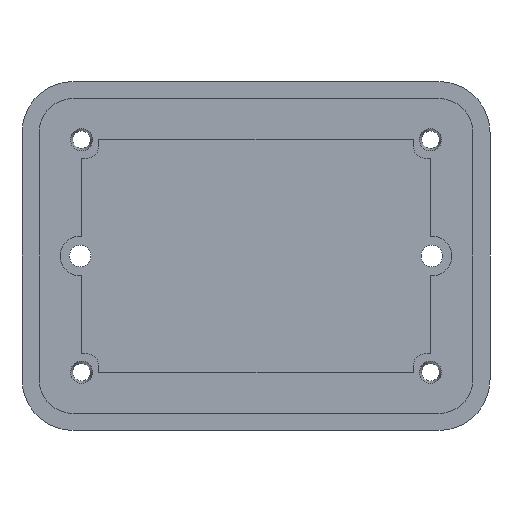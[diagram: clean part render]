
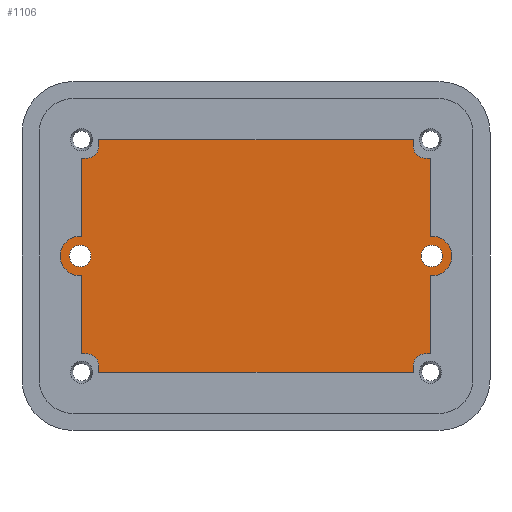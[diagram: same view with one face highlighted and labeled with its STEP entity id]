
A CAD part, front view. The second image highlights one B-rep face of the part: STEP entity #1106.
In plain terms, the highlighted planar face has unit normal (0, -1, 0).
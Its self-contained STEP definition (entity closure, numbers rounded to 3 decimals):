
#44=FACE_BOUND('',#186,.T.);
#45=FACE_BOUND('',#187,.T.);
#81=CIRCLE('',#1197,3.5);
#82=CIRCLE('',#1199,1.9);
#84=CIRCLE('',#1202,3.5);
#85=CIRCLE('',#1204,1.9);
#87=CIRCLE('',#1209,2.);
#88=CIRCLE('',#1210,2.);
#89=CIRCLE('',#1211,2.);
#90=CIRCLE('',#1212,2.);
#124=FACE_OUTER_BOUND('',#185,.T.);
#185=EDGE_LOOP('',(#857,#858,#859,#860,#861,#862,#863,#864,#865,#866,#867,
#868,#869,#870,#871,#872,#873,#874,#875,#876));
#186=EDGE_LOOP('',(#877));
#187=EDGE_LOOP('',(#878));
#288=LINE('',#1762,#402);
#289=LINE('',#1765,#403);
#291=LINE('',#1769,#405);
#292=LINE('',#1773,#406);
#293=LINE('',#1775,#407);
#294=LINE('',#1777,#408);
#295=LINE('',#1781,#409);
#296=LINE('',#1782,#410);
#297=LINE('',#1784,#411);
#298=LINE('',#1786,#412);
#299=LINE('',#1790,#413);
#300=LINE('',#1792,#414);
#301=LINE('',#1794,#415);
#302=LINE('',#1797,#416);
#402=VECTOR('',#1422,10.);
#403=VECTOR('',#1425,10.);
#405=VECTOR('',#1429,10.);
#406=VECTOR('',#1432,10.);
#407=VECTOR('',#1433,10.);
#408=VECTOR('',#1434,10.);
#409=VECTOR('',#1437,10.);
#410=VECTOR('',#1438,10.);
#411=VECTOR('',#1439,10.);
#412=VECTOR('',#1440,10.);
#413=VECTOR('',#1443,10.);
#414=VECTOR('',#1444,10.);
#415=VECTOR('',#1445,10.);
#416=VECTOR('',#1448,10.);
#519=VERTEX_POINT('',#1736);
#520=VERTEX_POINT('',#1738);
#521=VERTEX_POINT('',#1742);
#523=VERTEX_POINT('',#1748);
#524=VERTEX_POINT('',#1750);
#525=VERTEX_POINT('',#1754);
#527=VERTEX_POINT('',#1760);
#528=VERTEX_POINT('',#1764);
#529=VERTEX_POINT('',#1768);
#530=VERTEX_POINT('',#1770);
#531=VERTEX_POINT('',#1772);
#532=VERTEX_POINT('',#1774);
#533=VERTEX_POINT('',#1776);
#534=VERTEX_POINT('',#1778);
#535=VERTEX_POINT('',#1780);
#536=VERTEX_POINT('',#1783);
#537=VERTEX_POINT('',#1785);
#538=VERTEX_POINT('',#1787);
#539=VERTEX_POINT('',#1789);
#540=VERTEX_POINT('',#1791);
#541=VERTEX_POINT('',#1793);
#542=VERTEX_POINT('',#1795);
#645=EDGE_CURVE('',#520,#519,#81,.T.);
#646=EDGE_CURVE('',#521,#521,#82,.T.);
#650=EDGE_CURVE('',#523,#524,#84,.T.);
#652=EDGE_CURVE('',#525,#525,#85,.T.);
#656=EDGE_CURVE('',#527,#520,#288,.T.);
#657=EDGE_CURVE('',#519,#528,#289,.T.);
#659=EDGE_CURVE('',#529,#527,#291,.T.);
#660=EDGE_CURVE('',#530,#529,#87,.T.);
#661=EDGE_CURVE('',#531,#530,#292,.T.);
#662=EDGE_CURVE('',#532,#531,#293,.T.);
#663=EDGE_CURVE('',#533,#532,#294,.T.);
#664=EDGE_CURVE('',#534,#533,#88,.T.);
#665=EDGE_CURVE('',#535,#534,#295,.T.);
#666=EDGE_CURVE('',#524,#535,#296,.T.);
#667=EDGE_CURVE('',#536,#523,#297,.T.);
#668=EDGE_CURVE('',#537,#536,#298,.T.);
#669=EDGE_CURVE('',#538,#537,#89,.T.);
#670=EDGE_CURVE('',#539,#538,#299,.T.);
#671=EDGE_CURVE('',#540,#539,#300,.T.);
#672=EDGE_CURVE('',#541,#540,#301,.T.);
#673=EDGE_CURVE('',#542,#541,#90,.T.);
#674=EDGE_CURVE('',#528,#542,#302,.T.);
#857=ORIENTED_EDGE('',*,*,#645,.F.);
#858=ORIENTED_EDGE('',*,*,#656,.F.);
#859=ORIENTED_EDGE('',*,*,#659,.F.);
#860=ORIENTED_EDGE('',*,*,#660,.F.);
#861=ORIENTED_EDGE('',*,*,#661,.F.);
#862=ORIENTED_EDGE('',*,*,#662,.F.);
#863=ORIENTED_EDGE('',*,*,#663,.F.);
#864=ORIENTED_EDGE('',*,*,#664,.F.);
#865=ORIENTED_EDGE('',*,*,#665,.F.);
#866=ORIENTED_EDGE('',*,*,#666,.F.);
#867=ORIENTED_EDGE('',*,*,#650,.F.);
#868=ORIENTED_EDGE('',*,*,#667,.F.);
#869=ORIENTED_EDGE('',*,*,#668,.F.);
#870=ORIENTED_EDGE('',*,*,#669,.F.);
#871=ORIENTED_EDGE('',*,*,#670,.F.);
#872=ORIENTED_EDGE('',*,*,#671,.F.);
#873=ORIENTED_EDGE('',*,*,#672,.F.);
#874=ORIENTED_EDGE('',*,*,#673,.F.);
#875=ORIENTED_EDGE('',*,*,#674,.F.);
#876=ORIENTED_EDGE('',*,*,#657,.F.);
#877=ORIENTED_EDGE('',*,*,#646,.T.);
#878=ORIENTED_EDGE('',*,*,#652,.T.);
#1062=PLANE('',#1208);
#1106=ADVANCED_FACE('',(#124,#44,#45),#1062,.F.);
#1197=AXIS2_PLACEMENT_3D('',#1740,#1397,#1398);
#1199=AXIS2_PLACEMENT_3D('',#1743,#1401,#1402);
#1202=AXIS2_PLACEMENT_3D('',#1751,#1409,#1410);
#1204=AXIS2_PLACEMENT_3D('',#1755,#1414,#1415);
#1208=AXIS2_PLACEMENT_3D('',#1767,#1427,#1428);
#1209=AXIS2_PLACEMENT_3D('',#1771,#1430,#1431);
#1210=AXIS2_PLACEMENT_3D('',#1779,#1435,#1436);
#1211=AXIS2_PLACEMENT_3D('',#1788,#1441,#1442);
#1212=AXIS2_PLACEMENT_3D('',#1796,#1446,#1447);
#1397=DIRECTION('center_axis',(0.,1.,0.));
#1398=DIRECTION('ref_axis',(0.,0.,-1.));
#1401=DIRECTION('center_axis',(0.,1.,0.));
#1402=DIRECTION('ref_axis',(0.,0.,-1.));
#1409=DIRECTION('center_axis',(0.,1.,0.));
#1410=DIRECTION('ref_axis',(0.,0.,-1.));
#1414=DIRECTION('center_axis',(0.,1.,0.));
#1415=DIRECTION('ref_axis',(0.,0.,-1.));
#1422=DIRECTION('',(0.,0.,1.));
#1425=DIRECTION('',(0.,0.,1.));
#1427=DIRECTION('center_axis',(0.,1.,0.));
#1428=DIRECTION('ref_axis',(1.,0.,0.));
#1429=DIRECTION('',(-1.,0.,0.));
#1430=DIRECTION('center_axis',(0.,-1.,0.));
#1431=DIRECTION('ref_axis',(0.707,0.,0.707));
#1432=DIRECTION('',(0.,0.,1.));
#1433=DIRECTION('',(-1.,0.,0.));
#1434=DIRECTION('',(0.,0.,-1.));
#1435=DIRECTION('center_axis',(0.,-1.,0.));
#1436=DIRECTION('ref_axis',(-0.707,0.,0.707));
#1437=DIRECTION('',(-1.,0.,0.));
#1438=DIRECTION('',(0.,0.,-1.));
#1439=DIRECTION('',(0.,0.,-1.));
#1440=DIRECTION('',(1.,0.,0.));
#1441=DIRECTION('center_axis',(0.,-1.,0.));
#1442=DIRECTION('ref_axis',(-0.707,0.,-0.707));
#1443=DIRECTION('',(0.,0.,-1.));
#1444=DIRECTION('',(1.,0.,0.));
#1445=DIRECTION('',(0.,0.,1.));
#1446=DIRECTION('center_axis',(0.,-1.,0.));
#1447=DIRECTION('ref_axis',(0.707,0.,-0.707));
#1448=DIRECTION('',(1.,0.,0.));
#1736=CARTESIAN_POINT('',(-30.75,9.,3.491));
#1738=CARTESIAN_POINT('',(-30.75,9.,-3.491));
#1740=CARTESIAN_POINT('Origin',(-31.,9.,0.));
#1742=CARTESIAN_POINT('',(-31.,9.,1.9));
#1743=CARTESIAN_POINT('Origin',(-31.,9.,0.));
#1748=CARTESIAN_POINT('',(30.75,9.,3.491));
#1750=CARTESIAN_POINT('',(30.75,9.,-3.491));
#1751=CARTESIAN_POINT('Origin',(31.,9.,0.));
#1754=CARTESIAN_POINT('',(31.,9.,1.9));
#1755=CARTESIAN_POINT('Origin',(31.,9.,0.));
#1760=CARTESIAN_POINT('',(-30.75,9.,-17.25));
#1762=CARTESIAN_POINT('',(-30.75,9.,8.625));
#1764=CARTESIAN_POINT('',(-30.75,9.,17.25));
#1765=CARTESIAN_POINT('',(-30.75,9.,8.625));
#1767=CARTESIAN_POINT('Origin',(0.,9.,0.));
#1768=CARTESIAN_POINT('',(-29.75,9.,-17.25));
#1769=CARTESIAN_POINT('',(-15.375,9.,-17.25));
#1770=CARTESIAN_POINT('',(-27.75,9.,-19.25));
#1771=CARTESIAN_POINT('Origin',(-29.75,9.,-19.25));
#1772=CARTESIAN_POINT('',(-27.75,9.,-20.5));
#1773=CARTESIAN_POINT('',(-27.75,9.,-8.625));
#1774=CARTESIAN_POINT('',(27.75,9.,-20.5));
#1775=CARTESIAN_POINT('',(-13.875,9.,-20.5));
#1776=CARTESIAN_POINT('',(27.75,9.,-19.25));
#1777=CARTESIAN_POINT('',(27.75,9.,-10.25));
#1778=CARTESIAN_POINT('',(29.75,9.,-17.25));
#1779=CARTESIAN_POINT('Origin',(29.75,9.,-19.25));
#1780=CARTESIAN_POINT('',(30.75,9.,-17.25));
#1781=CARTESIAN_POINT('',(13.875,9.,-17.25));
#1782=CARTESIAN_POINT('',(30.75,9.,-8.625));
#1783=CARTESIAN_POINT('',(30.75,9.,17.25));
#1784=CARTESIAN_POINT('',(30.75,9.,-8.625));
#1785=CARTESIAN_POINT('',(29.75,9.,17.25));
#1786=CARTESIAN_POINT('',(15.375,9.,17.25));
#1787=CARTESIAN_POINT('',(27.75,9.,19.25));
#1788=CARTESIAN_POINT('Origin',(29.75,9.,19.25));
#1789=CARTESIAN_POINT('',(27.75,9.,20.5));
#1790=CARTESIAN_POINT('',(27.75,9.,8.625));
#1791=CARTESIAN_POINT('',(-27.75,9.,20.5));
#1792=CARTESIAN_POINT('',(13.875,9.,20.5));
#1793=CARTESIAN_POINT('',(-27.75,9.,19.25));
#1794=CARTESIAN_POINT('',(-27.75,9.,10.25));
#1795=CARTESIAN_POINT('',(-29.75,9.,17.25));
#1796=CARTESIAN_POINT('Origin',(-29.75,9.,19.25));
#1797=CARTESIAN_POINT('',(-13.875,9.,17.25));
